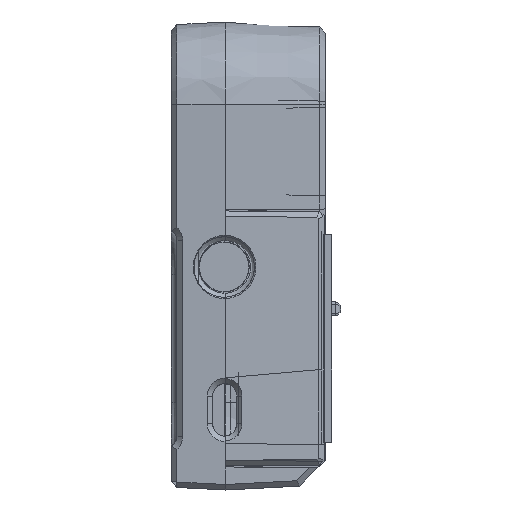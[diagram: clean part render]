
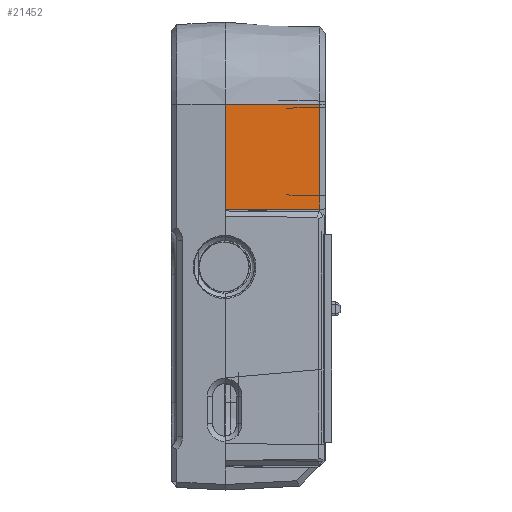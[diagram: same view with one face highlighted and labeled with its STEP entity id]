
A CAD part, left-side view. The second image highlights one B-rep face of the part: STEP entity #21452.
In plain terms, the highlighted planar face has unit normal (-0.999, -0.052, 0).
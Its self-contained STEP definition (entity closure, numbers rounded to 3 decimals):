
#618 = ORIENTED_EDGE ( 'NONE', *, *, #27447, .F. ) ;
#987 = DIRECTION ( 'NONE',  ( 0., 0., -1. ) ) ;
#1550 = DIRECTION ( 'NONE',  ( 0., 0., 1. ) ) ;
#2117 = LINE ( 'NONE', #3335, #38633 ) ;
#2334 = PLANE ( 'NONE',  #5218 ) ;
#2400 = CARTESIAN_POINT ( 'NONE',  ( -31.276, 0.299, 81.112 ) ) ;
#3062 = VERTEX_POINT ( 'NONE', #5974 ) ;
#3335 = CARTESIAN_POINT ( 'NONE',  ( -31.732, 9.002, 81.036 ) ) ;
#3944 = LINE ( 'NONE', #27876, #22986 ) ;
#4307 = EDGE_CURVE ( 'NONE', #41100, #41965, #5622, .T. ) ;
#5218 = AXIS2_PLACEMENT_3D ( 'NONE', #19318, #22558, #42905 ) ;
#5359 = ORIENTED_EDGE ( 'NONE', *, *, #4307, .T. ) ;
#5622 = LINE ( 'NONE', #42441, #13640 ) ;
#5974 = CARTESIAN_POINT ( 'NONE',  ( -31.727, 8.9, 81.037 ) ) ;
#6554 = CARTESIAN_POINT ( 'NONE',  ( -31.727, 8.9, 90.637 ) ) ;
#10831 = EDGE_LOOP ( 'NONE', ( #37546, #5359, #618, #16655 ) ) ;
#13640 = VECTOR ( 'NONE', #1550, 1000. ) ;
#16040 = DIRECTION ( 'NONE',  ( 0.052, -0.999, 0. ) ) ;
#16655 = ORIENTED_EDGE ( 'NONE', *, *, #40630, .T. ) ;
#19318 = CARTESIAN_POINT ( 'NONE',  ( -31.727, 8.9, 69.337 ) ) ;
#19933 = CARTESIAN_POINT ( 'NONE',  ( -31.276, 0.299, 90.637 ) ) ;
#21452 = ADVANCED_FACE ( 'NONE', ( #40301 ), #2334, .T. ) ;
#22558 = DIRECTION ( 'NONE',  ( -0.999, -0.052, 0. ) ) ;
#22986 = VECTOR ( 'NONE', #987, 1000. ) ;
#25304 = CARTESIAN_POINT ( 'NONE',  ( -31.727, 8.9, 90.637 ) ) ;
#26827 = DIRECTION ( 'NONE',  ( 0.052, -0.999, 0.009 ) ) ;
#27447 = EDGE_CURVE ( 'NONE', #31092, #41965, #29894, .T. ) ;
#27876 = CARTESIAN_POINT ( 'NONE',  ( -31.727, 8.9, 69.337 ) ) ;
#28843 = EDGE_CURVE ( 'NONE', #3062, #41100, #2117, .T. ) ;
#29894 = LINE ( 'NONE', #6554, #33090 ) ;
#31092 = VERTEX_POINT ( 'NONE', #25304 ) ;
#33090 = VECTOR ( 'NONE', #16040, 1000. ) ;
#37546 = ORIENTED_EDGE ( 'NONE', *, *, #28843, .T. ) ;
#38633 = VECTOR ( 'NONE', #26827, 1000. ) ;
#40301 = FACE_OUTER_BOUND ( 'NONE', #10831, .T. ) ;
#40630 = EDGE_CURVE ( 'NONE', #31092, #3062, #3944, .T. ) ;
#41100 = VERTEX_POINT ( 'NONE', #2400 ) ;
#41965 = VERTEX_POINT ( 'NONE', #19933 ) ;
#42441 = CARTESIAN_POINT ( 'NONE',  ( -31.276, 0.299, 90.637 ) ) ;
#42905 = DIRECTION ( 'NONE',  ( 0.052, -0.999, 0. ) ) ;
